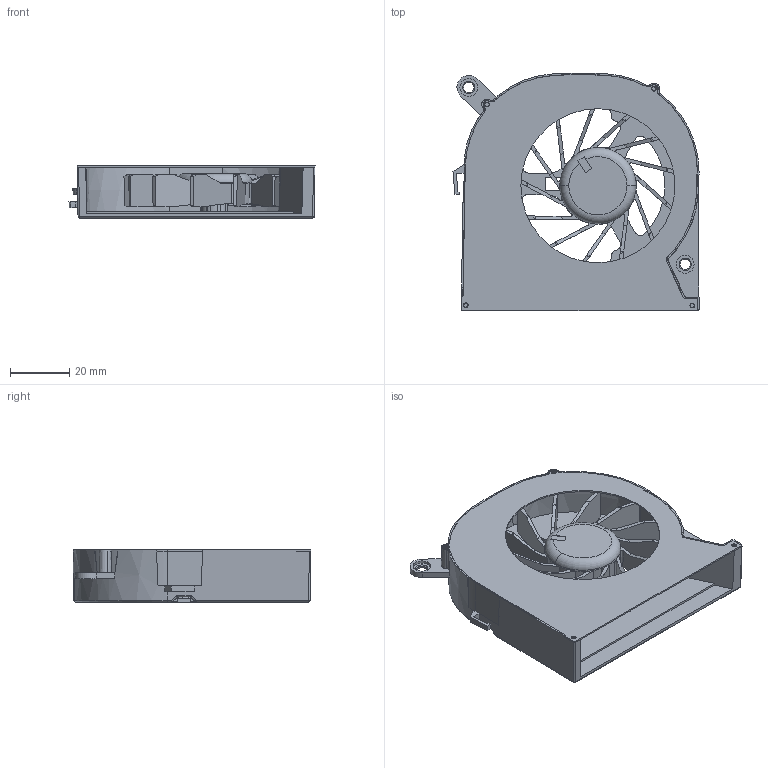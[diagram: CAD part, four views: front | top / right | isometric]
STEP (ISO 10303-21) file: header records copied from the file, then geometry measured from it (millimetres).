
FILE_DESCRIPTION((''),'2;1');
FILE_NAME('8017-0608-ASM_ASM','2014-06-09T',('Administrator'),(''),'PRO/ENGINEER BY PARAMETRIC TECHNOLOGY CORPORATION, 2011310','PRO/ENGINEER BY PARAMETRIC TECHNOLOGY CORPORATION, 2011310','');
FILE_SCHEMA(('CONFIG_CONTROL_DESIGN'));
Length unit declared in the file: millimetre
Products named in the file (4): H140613-2; H140613-1; 8017-G-0609; 8017-0608-ASM_ASM
Assembly tree (3 placements, depth 2):
  8017-0608-ASM_ASM
    H140613-2
    H140613-1
    8017-G-0609
Bounding box: 82.73 x 79.96 x 17.5 mm (x, y, z)
Volume: 19261 mm3; surface area: 33393.8 mm2
Topology: 3 solids, 4 shells, 669 faces, 1785 edges, 1136 vertices
Faces by surface type: plane 218, cylinder 159, bspline 114, torus 84, cone 82, sphere 6, extrusion 6
Entity records: 25262 total; most frequent: CARTESIAN_POINT 9434, ORIENTED_EDGE 3560, DIRECTION 2984, EDGE_CURVE 1783, AXIS2_PLACEMENT_3D 1174, VERTEX_POINT 1136, EDGE_LOOP 706, FACE_OUTER_BOUND 669
